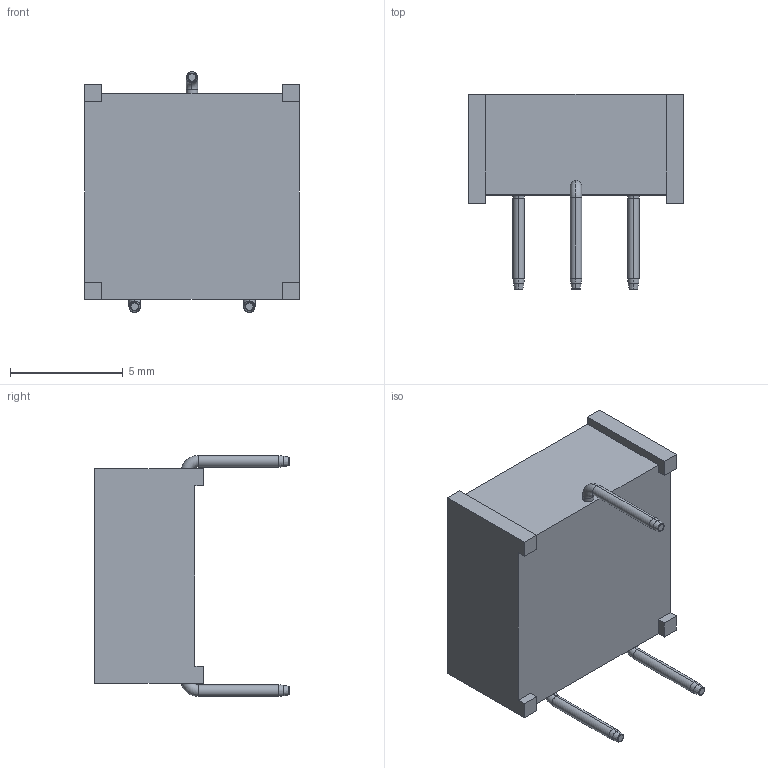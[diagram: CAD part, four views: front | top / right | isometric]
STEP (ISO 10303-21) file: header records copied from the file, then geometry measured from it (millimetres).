
FILE_DESCRIPTION (( 'STEP AP214' ), '1' );
FILE_NAME ('3386G-1-100.STEP', '2021-12-31T21:34:48', ( '' ), ( '' ), 'SwSTEP 2.0', 'SolidWorks 2017', '' );
FILE_SCHEMA (( 'AUTOMOTIVE_DESIGN' ));
Length unit declared in the file: inch
Products named in the file (1): 3386G-1-100
Bounding box: 9.53 x 8.64 x 10.67 mm (x, y, z)
Volume: 389.5 mm3; surface area: 425.6 mm2
Topology: 5 solids, 5 shells, 89 faces, 202 edges, 126 vertices
Faces by surface type: plane 43, torus 18, cylinder 16, cone 12
Entity records: 2620 total; most frequent: CARTESIAN_POINT 486, DIRECTION 454, ORIENTED_EDGE 404, EDGE_CURVE 202, AXIS2_PLACEMENT_3D 174, VERTEX_POINT 126, LINE 106, VECTOR 106
